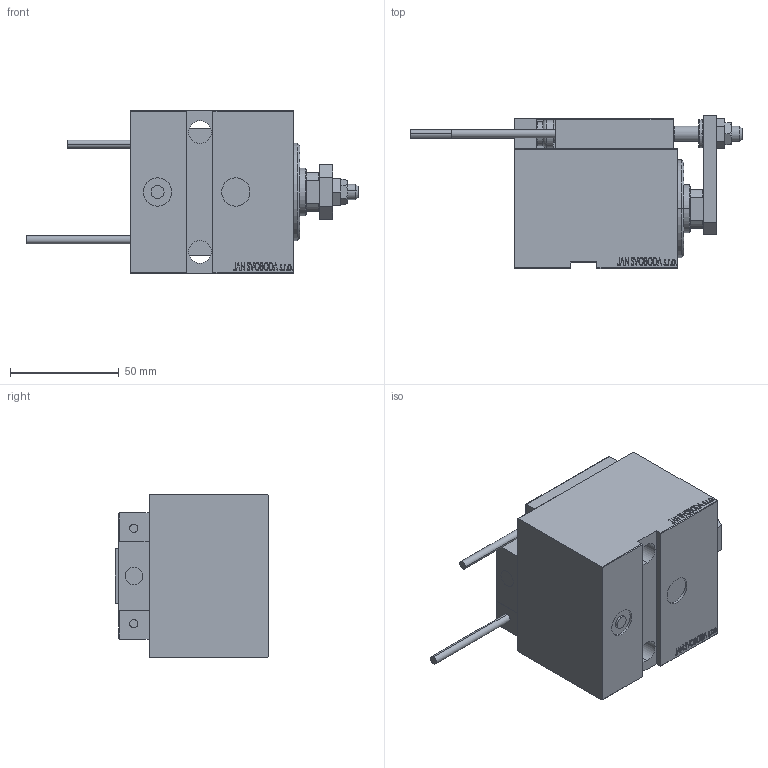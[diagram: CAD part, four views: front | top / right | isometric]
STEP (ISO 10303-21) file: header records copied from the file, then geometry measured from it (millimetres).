
FILE_DESCRIPTION (( 'STEP AP203' ), '1' );
FILE_NAME ('3f7e.STEP', '2024-02-12T06:55:13', ( '' ), ( '' ), 'SwSTEP 2.0', 'SolidWorks 2019', '' );
FILE_SCHEMA (( 'CONFIG_CONTROL_DESIGN' ));
Length unit declared in the file: millimetre
Products named in the file (16): V450CM_E_VCP 529fc10a5a3bd24cbfcb9f6bdb4ffb3c; NUT_D10 529fc10a5a3bd24cbfcb9f6bdb4ffb3c; V450CM_E_Body 529fc10a5a3bd24cbfcb9f6bdb4ffb3c; Block 529fc10a5a3bd24cbfcb9f6bdb4ffb3c; TYC_L79 529fc10a5a3bd24cbfcb9f6bdb4ffb3c; SWITCH DIM B,W 529fc10a5a3bd24cbfcb9f6bdb4ffb3c; SWITCH X 529fc10a5a3bd24cbfcb9f6bdb4ffb3c; SWITCH_X_FRONT_BACK 529fc10a5a3bd24cbfcb9f6bdb4ffb3c; KONCOVKA 529fc10a5a3bd24cbfcb9f6bdb4ffb3c; MAGNET 529fc10a5a3bd24cbfcb9f6bdb4ffb3c; NUT_D12 529fc10a5a3bd24cbfcb9f6bdb4ffb3c; ALLEN BOLT D5 529fc10a5a3bd24cbfcb9f6bdb4ffb3c; 3f7e; ALLEN BOLT D8 529fc10a5a3bd24cbfcb9f6bdb4ffb3c; ZARAZKA 529fc10a5a3bd24cbfcb9f6bdb4ffb3c; V450CM_VC_B 529fc10a5a3bd24cbfcb9f6bdb4ffb3c
Assembly tree (25 placements, depth 3):
  3f7e
    V450CM_E_Body 529fc10a5a3bd24cbfcb9f6bdb4ffb3c
    V450CM_E_VCP 529fc10a5a3bd24cbfcb9f6bdb4ffb3c
    V450CM_VC_B 529fc10a5a3bd24cbfcb9f6bdb4ffb3c
    SWITCH X 529fc10a5a3bd24cbfcb9f6bdb4ffb3c
      SWITCH_X_FRONT_BACK 529fc10a5a3bd24cbfcb9f6bdb4ffb3c  x2
      TYC_L79 529fc10a5a3bd24cbfcb9f6bdb4ffb3c
      Block 529fc10a5a3bd24cbfcb9f6bdb4ffb3c  x2
      ALLEN BOLT D5 529fc10a5a3bd24cbfcb9f6bdb4ffb3c  x4
      ALLEN BOLT D8 529fc10a5a3bd24cbfcb9f6bdb4ffb3c  x4
      MAGNET 529fc10a5a3bd24cbfcb9f6bdb4ffb3c  x2
      KONCOVKA 529fc10a5a3bd24cbfcb9f6bdb4ffb3c  x2
    SWITCH DIM B,W 529fc10a5a3bd24cbfcb9f6bdb4ffb3c
    ZARAZKA 529fc10a5a3bd24cbfcb9f6bdb4ffb3c
    NUT_D10 529fc10a5a3bd24cbfcb9f6bdb4ffb3c
    NUT_D12 529fc10a5a3bd24cbfcb9f6bdb4ffb3c
Bounding box: 152.7 x 70.5 x 75 mm (x, y, z)
Volume: 337479.9 mm3; surface area: 76290.1 mm2
Topology: 24 solids, 24 shells, 1273 faces, 3052 edges, 1950 vertices
Faces by surface type: plane 566, bspline 380, cylinder 166, cone 113, torus 44, sphere 4
Entity records: 49453 total; most frequent: CARTESIAN_POINT 25321, ORIENTED_EDGE 5124, DIRECTION 3385, EDGE_CURVE 2562, VERTEX_POINT 1674, VECTOR 1493, LINE 1493, EDGE_LOOP 1172
